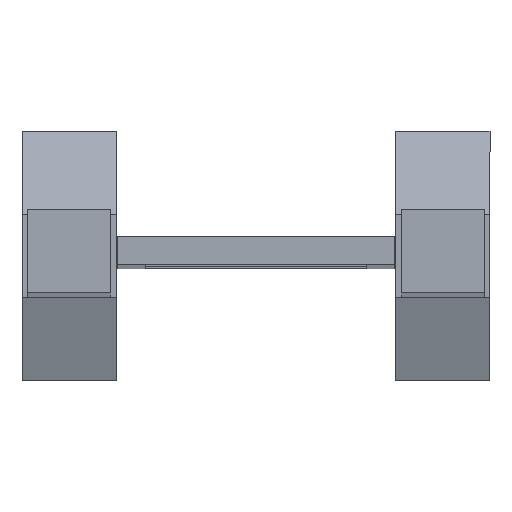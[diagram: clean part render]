
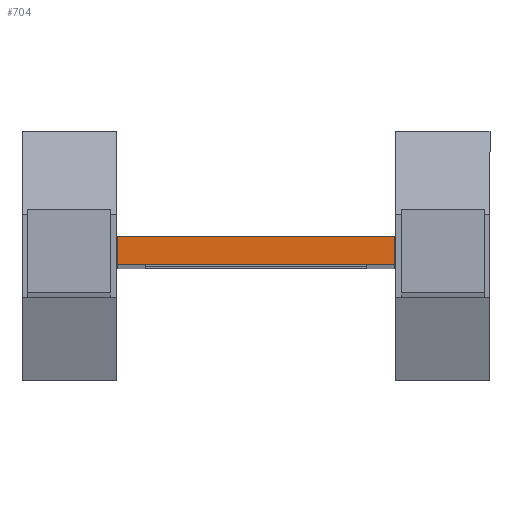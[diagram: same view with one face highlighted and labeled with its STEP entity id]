
A CAD part, top view. The second image highlights one B-rep face of the part: STEP entity #704.
In plain terms, the highlighted planar face has unit normal (0, 0, 1).
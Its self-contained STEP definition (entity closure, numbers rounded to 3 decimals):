
#79=LINE('',#2460,#173);
#82=LINE('',#2466,#176);
#83=LINE('',#2468,#177);
#84=LINE('',#2470,#178);
#173=VECTOR('',#2048,1.);
#176=VECTOR('',#2053,1.);
#177=VECTOR('',#2054,1.);
#178=VECTOR('',#2055,1.);
#520=PLANE('',#1756);
#602=FACE_OUTER_BOUND('',#944,.T.);
#704=ADVANCED_FACE('',(#602),#520,.F.);
#944=EDGE_LOOP('',(#1119,#1120,#1121,#1122));
#1119=ORIENTED_EDGE('',*,*,#1509,.T.);
#1120=ORIENTED_EDGE('',*,*,#1510,.F.);
#1121=ORIENTED_EDGE('',*,*,#1511,.F.);
#1122=ORIENTED_EDGE('',*,*,#1506,.T.);
#1382=VERTEX_POINT('',#2459);
#1383=VERTEX_POINT('',#2461);
#1385=VERTEX_POINT('',#2467);
#1386=VERTEX_POINT('',#2469);
#1506=EDGE_CURVE('',#1383,#1382,#79,.T.);
#1509=EDGE_CURVE('',#1382,#1385,#82,.T.);
#1510=EDGE_CURVE('',#1386,#1385,#83,.T.);
#1511=EDGE_CURVE('',#1383,#1386,#84,.T.);
#1756=AXIS2_PLACEMENT_3D('',#2471,#2056,#2057);
#2048=DIRECTION('',(0.,1.,0.));
#2053=DIRECTION('',(-1.,0.,0.));
#2054=DIRECTION('',(0.,1.,0.));
#2055=DIRECTION('',(-1.,0.,0.));
#2056=DIRECTION('',(0.,0.,-1.));
#2057=DIRECTION('',(-1.,0.,0.));
#2459=CARTESIAN_POINT('',(100.,10.,900.));
#2460=CARTESIAN_POINT('',(100.,-10.,900.));
#2461=CARTESIAN_POINT('',(100.,-10.,900.));
#2466=CARTESIAN_POINT('',(100.,10.,900.));
#2467=CARTESIAN_POINT('',(-100.,10.,900.));
#2468=CARTESIAN_POINT('',(-100.,-10.,900.));
#2469=CARTESIAN_POINT('',(-100.,-10.,900.));
#2470=CARTESIAN_POINT('',(100.,-10.,900.));
#2471=CARTESIAN_POINT('',(100.,-10.,900.));
